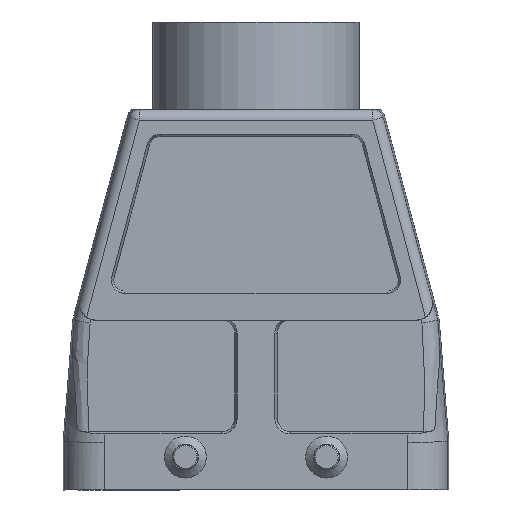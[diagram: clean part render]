
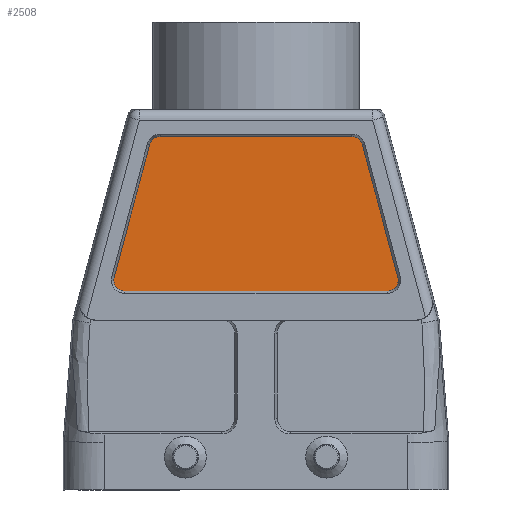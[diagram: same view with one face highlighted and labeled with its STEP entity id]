
A CAD part, front view. The second image highlights one B-rep face of the part: STEP entity #2508.
In plain terms, the highlighted planar face has unit normal (0, -1, 0).
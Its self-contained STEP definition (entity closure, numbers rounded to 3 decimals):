
#2433=CARTESIAN_POINT('',(18.027,-21.25,55.35));
#2434=DIRECTION('',(0.0,1.0,0.0));
#2435=DIRECTION('',(0.0,0.0,1.0));
#2436=AXIS2_PLACEMENT_3D('',#2433,#2434,#2435);
#2437=PLANE('',#2436);
#2438=CARTESIAN_POINT('',(26.701,-21.25,30.879));
#2439=VERTEX_POINT('',#2438);
#2440=CARTESIAN_POINT('',(20.002,-21.25,55.879));
#2441=VERTEX_POINT('',#2440);
#2442=CARTESIAN_POINT('',(26.701,-21.25,30.879));
#2443=DIRECTION('',(-0.259,0.0,0.966));
#2444=VECTOR('',#2443,25.882);
#2445=LINE('',#2442,#2444);
#2446=EDGE_CURVE('',#2439,#2441,#2445,.T.);
#2447=ORIENTED_EDGE('',*,*,#2446,.T.);
#2448=CARTESIAN_POINT('',(18.027,-21.25,57.395));
#2449=VERTEX_POINT('',#2448);
#2450=CARTESIAN_POINT('',(18.027,-21.25,55.35));
#2451=DIRECTION('',(0.0,-1.0,0.0));
#2452=DIRECTION('',(0.0,0.0,1.0));
#2453=AXIS2_PLACEMENT_3D('',#2450,#2451,#2452);
#2454=CIRCLE('',#2453,2.045);
#2455=EDGE_CURVE('',#2441,#2449,#2454,.T.);
#2456=ORIENTED_EDGE('',*,*,#2455,.T.);
#2457=CARTESIAN_POINT('',(-18.027,-21.25,57.395));
#2458=VERTEX_POINT('',#2457);
#2459=CARTESIAN_POINT('',(-18.027,-21.25,57.395));
#2460=DIRECTION('',(1.0,0.0,0.0));
#2461=VECTOR('',#2460,36.054);
#2462=LINE('',#2459,#2461);
#2463=EDGE_CURVE('',#2458,#2449,#2462,.T.);
#2464=ORIENTED_EDGE('',*,*,#2463,.F.);
#2465=CARTESIAN_POINT('',(-20.002,-21.25,55.879));
#2466=VERTEX_POINT('',#2465);
#2467=CARTESIAN_POINT('',(-18.027,-21.25,55.35));
#2468=DIRECTION('',(0.0,1.0,0.0));
#2469=DIRECTION('',(0.0,0.0,1.0));
#2470=AXIS2_PLACEMENT_3D('',#2467,#2468,#2469);
#2471=CIRCLE('',#2470,2.045);
#2472=EDGE_CURVE('',#2466,#2458,#2471,.T.);
#2473=ORIENTED_EDGE('',*,*,#2472,.F.);
#2474=CARTESIAN_POINT('',(-26.701,-21.25,30.879));
#2475=VERTEX_POINT('',#2474);
#2476=CARTESIAN_POINT('',(-26.701,-21.25,30.879));
#2477=DIRECTION('',(0.259,0.0,0.966));
#2478=VECTOR('',#2477,25.882);
#2479=LINE('',#2476,#2478);
#2480=EDGE_CURVE('',#2475,#2466,#2479,.T.);
#2481=ORIENTED_EDGE('',*,*,#2480,.F.);
#2482=CARTESIAN_POINT('',(-24.726,-21.25,28.305));
#2483=VERTEX_POINT('',#2482);
#2484=CARTESIAN_POINT('',(-24.726,-21.25,30.35));
#2485=DIRECTION('',(0.0,-1.0,0.0));
#2486=DIRECTION('',(0.0,0.0,1.0));
#2487=AXIS2_PLACEMENT_3D('',#2484,#2485,#2486);
#2488=CIRCLE('',#2487,2.045);
#2489=EDGE_CURVE('',#2475,#2483,#2488,.T.);
#2490=ORIENTED_EDGE('',*,*,#2489,.T.);
#2491=CARTESIAN_POINT('',(24.726,-21.25,28.305));
#2492=VERTEX_POINT('',#2491);
#2493=CARTESIAN_POINT('',(-24.726,-21.25,28.305));
#2494=DIRECTION('',(1.0,0.0,0.0));
#2495=VECTOR('',#2494,49.452);
#2496=LINE('',#2493,#2495);
#2497=EDGE_CURVE('',#2483,#2492,#2496,.T.);
#2498=ORIENTED_EDGE('',*,*,#2497,.T.);
#2499=CARTESIAN_POINT('',(24.726,-21.25,30.35));
#2500=DIRECTION('',(0.0,-1.0,0.0));
#2501=DIRECTION('',(0.0,0.0,1.0));
#2502=AXIS2_PLACEMENT_3D('',#2499,#2500,#2501);
#2503=CIRCLE('',#2502,2.045);
#2504=EDGE_CURVE('',#2492,#2439,#2503,.T.);
#2505=ORIENTED_EDGE('',*,*,#2504,.T.);
#2506=EDGE_LOOP('',(#2447,#2456,#2464,#2473,#2481,#2490,#2498,#2505));
#2507=FACE_OUTER_BOUND('',#2506,.T.);
#2508=ADVANCED_FACE('',(#2507),#2437,.F.);
